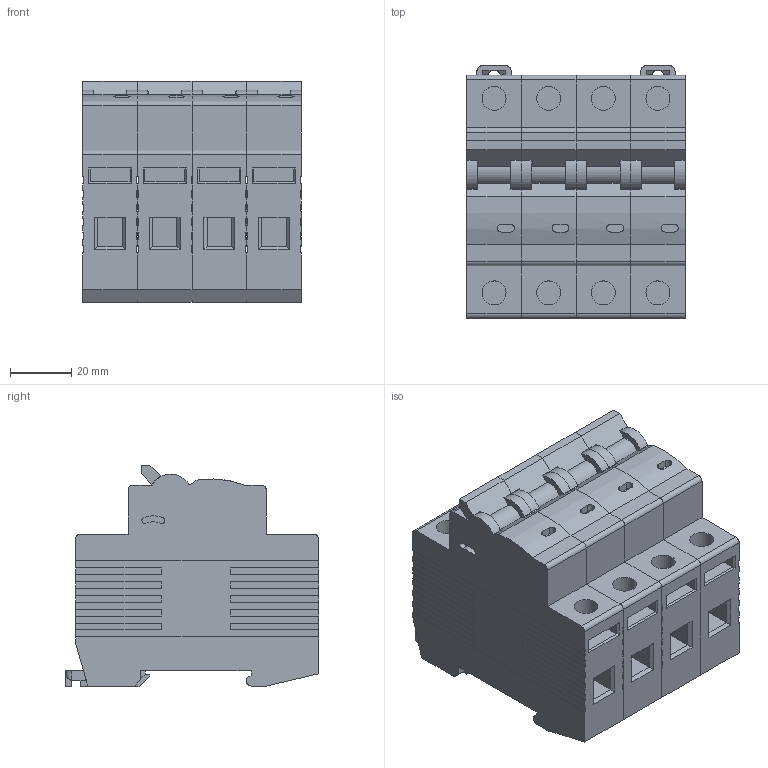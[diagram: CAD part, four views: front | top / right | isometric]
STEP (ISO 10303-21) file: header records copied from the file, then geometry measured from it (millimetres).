
FILE_DESCRIPTION (( 'STEP AP214' ), '1' );
FILE_NAME ('01.01.01.01 ÂÀ 47-29 õ-êà Â 4Ð.STEP', '2017-03-13T08:08:07', ( '' ), ( '' ), 'SwSTEP 2.0', 'SolidWorks 2014', '' );
FILE_SCHEMA (( 'AUTOMOTIVE_DESIGN' ));
Length unit declared in the file: millimetre
Products named in the file (1): 01.01.01.01 ÂÀ 47-29 õ-êà Â 4Ð
Bounding box: 71.2 x 82.5 x 72.35 mm (x, y, z)
Volume: 296339.6 mm3; surface area: 69745.9 mm2
Topology: 4 solids, 6 shells, 948 faces, 2640 edges, 1746 vertices
Faces by surface type: plane 854, cylinder 94
Full cylindrical faces by diameter (mm): 7.8 x8
Entity records: 40407 total; most frequent: CARTESIAN_POINT 5503, ORIENTED_EDGE 5256, DIRECTION 4688, EDGE_CURVE 2628, VECTOR 2418, LINE 2418, VERTEX_POINT 1742, AXIS2_PLACEMENT_3D 1135
